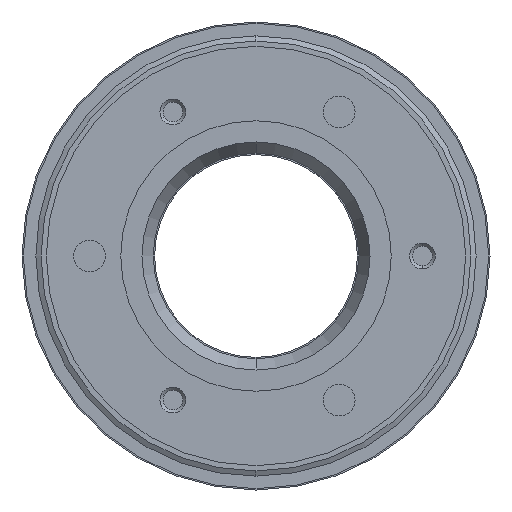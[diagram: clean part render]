
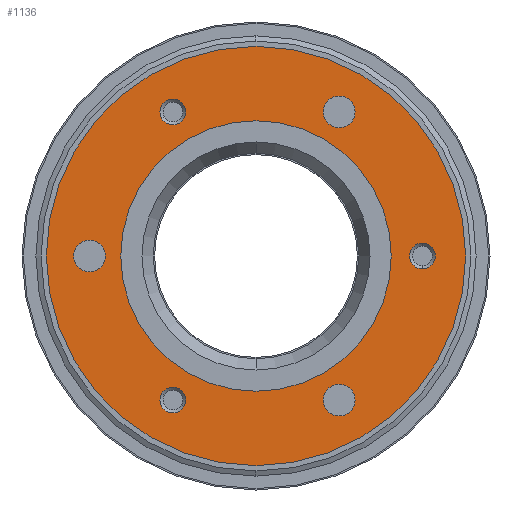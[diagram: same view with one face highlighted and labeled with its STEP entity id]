
A CAD part, left-side view. The second image highlights one B-rep face of the part: STEP entity #1136.
In plain terms, the highlighted planar face has unit normal (-1, 0, 0).
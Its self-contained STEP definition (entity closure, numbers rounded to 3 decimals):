
#768=CARTESIAN_POINT('POINT51',(0.,
   0.,25.4));
#769=VERTEX_POINT('VERTEX51',#768);
#776=CARTESIAN_POINT('POINT52',(0.,
   0.,-25.4));
#777=VERTEX_POINT('VERTEX52',#776);
#778=CARTESIAN_POINT('POS75',(0.,0.,0.));
#779=DIRECTION('DIR124',(1.,0.,0.));
#780=DIRECTION('DIR125',(0.,0.,1.));
#781=AXIS2_PLACEMENT_3D('AXIS50',#778,#779,#780);
#782=CIRCLE('ELLIPSE26',#781,25.4);
#783=EDGE_CURVE('EDGE76',#777,#769,#782,.T.);
#803=EDGE_CURVE('EDGE78',#769,#777,#782,.T.);
#808=CARTESIAN_POINT('POINT53',(0.,31.242,
   -2.985));
#809=VERTEX_POINT('VERTEX53',#808);
#816=CARTESIAN_POINT('POINT54',(0.,31.242,
   2.985));
#817=VERTEX_POINT('VERTEX54',#816);
#818=CARTESIAN_POINT('POS79',(0.,31.242,
   0.));
#819=DIRECTION('DIR130',(1.,0.,
   0.));
#820=DIRECTION('DIR131',(0.,0.,
   -1.));
#821=AXIS2_PLACEMENT_3D('AXIS52',#818,#819,#820);
#822=CIRCLE('ELLIPSE27',#821,2.985);
#823=EDGE_CURVE('EDGE80',#817,#809,#822,.T.);
#843=EDGE_CURVE('EDGE82',#809,#817,#822,.T.);
#848=CARTESIAN_POINT('POINT55',(0.,
   -13.036,28.549));
#849=VERTEX_POINT('VERTEX55',#848);
#856=CARTESIAN_POINT('POINT56',(0.,
   -18.206,25.564));
#857=VERTEX_POINT('VERTEX56',#856);
#858=CARTESIAN_POINT('POS83',(0.,-15.621,
   27.056));
#859=DIRECTION('DIR136',(1.,0.,
   0.));
#860=DIRECTION('DIR137',(0.,0.866,
   0.5));
#861=AXIS2_PLACEMENT_3D('AXIS54',#858,#859,#860);
#862=CIRCLE('ELLIPSE28',#861,2.985);
#863=EDGE_CURVE('EDGE84',#857,#849,#862,.T.);
#883=EDGE_CURVE('EDGE86',#849,#857,#862,.T.);
#888=CARTESIAN_POINT('POINT57',(0.,
   -18.206,-25.564));
#889=VERTEX_POINT('VERTEX57',#888);
#896=CARTESIAN_POINT('POINT58',(0.,
   -13.036,-28.549));
#897=VERTEX_POINT('VERTEX58',#896);
#898=CARTESIAN_POINT('POS87',(0.,-15.621,
   -27.056));
#899=DIRECTION('DIR142',(1.,0.,
   0.));
#900=DIRECTION('DIR143',(0.,-0.866,
   0.5));
#901=AXIS2_PLACEMENT_3D('AXIS56',#898,#899,#900);
#902=CIRCLE('ELLIPSE29',#901,2.985);
#903=EDGE_CURVE('EDGE88',#897,#889,#902,.T.);
#923=EDGE_CURVE('EDGE90',#889,#897,#902,.T.);
#928=CARTESIAN_POINT('POINT59',(0.,-31.242,
   -2.413));
#929=VERTEX_POINT('VERTEX59',#928);
#937=CARTESIAN_POINT('POINT60',(0.,-31.242,
   2.413));
#938=VERTEX_POINT('VERTEX60',#937);
#945=CARTESIAN_POINT('POS92',(0.,-31.242,
   0.));
#946=DIRECTION('DIR149',(1.,0.,0.));
#947=DIRECTION('DIR150',(0.,0.,1.));
#948=AXIS2_PLACEMENT_3D('AXIS58',#945,#946,#947);
#949=CIRCLE('ELLIPSE30',#948,2.413);
#950=EDGE_CURVE('EDGE93',#929,#938,#949,.T.);
#961=EDGE_CURVE('EDGE94',#938,#929,#949,.T.);
#968=CARTESIAN_POINT('POINT61',(0.,
   17.711,-25.85));
#969=VERTEX_POINT('VERTEX61',#968);
#977=CARTESIAN_POINT('POINT62',(0.,
   13.531,-28.263));
#978=VERTEX_POINT('VERTEX62',#977);
#985=CARTESIAN_POINT('POS96',(0.,15.621,
   -27.056));
#986=DIRECTION('DIR155',(1.,0.,
   0.));
#987=DIRECTION('DIR156',(0.,-0.866,
   -0.5));
#988=AXIS2_PLACEMENT_3D('AXIS60',#985,#986,#987);
#989=CIRCLE('ELLIPSE31',#988,2.413);
#990=EDGE_CURVE('EDGE97',#969,#978,#989,.T.);
#1001=EDGE_CURVE('EDGE98',#978,#969,#989,.T.);
#1008=CARTESIAN_POINT('POINT63',(0.,
   13.531,28.263));
#1009=VERTEX_POINT('VERTEX63',#1008);
#1017=CARTESIAN_POINT('POINT64',(0.,
   17.711,25.85));
#1018=VERTEX_POINT('VERTEX64',#1017);
#1025=CARTESIAN_POINT('POS100',(0.,15.621,
   27.056));
#1026=DIRECTION('DIR161',(1.,0.,
   0.));
#1027=DIRECTION('DIR162',(0.,0.866,
   -0.5));
#1028=AXIS2_PLACEMENT_3D('AXIS62',#1025,#1026,#1027);
#1029=CIRCLE('ELLIPSE32',#1028,2.413);
#1030=EDGE_CURVE('EDGE101',#1009,#1018,#1029,.T.);
#1041=EDGE_CURVE('EDGE102',#1018,#1009,#1029,.T.);
#1088=ORIENTED_EDGE('COEDGE197',*,*,#1041,.T.);
#1089=ORIENTED_EDGE('COEDGE198',*,*,#1030,.T.);
#1090=EDGE_LOOP('NONE',(#1088,#1089));
#1091=FACE_BOUND('LOOP1',#1090,.T.);
#1092=ORIENTED_EDGE('COEDGE199',*,*,#1001,.T.);
#1093=ORIENTED_EDGE('COEDGE200',*,*,#990,.T.);
#1094=EDGE_LOOP('NONE',(#1092,#1093));
#1095=FACE_BOUND('LOOP1',#1094,.T.);
#1096=ORIENTED_EDGE('COEDGE201',*,*,#961,.T.);
#1097=ORIENTED_EDGE('COEDGE202',*,*,#950,.T.);
#1098=EDGE_LOOP('NONE',(#1096,#1097));
#1099=FACE_BOUND('LOOP1',#1098,.T.);
#1100=ORIENTED_EDGE('COEDGE203',*,*,#923,.T.);
#1101=ORIENTED_EDGE('COEDGE204',*,*,#903,.T.);
#1102=EDGE_LOOP('NONE',(#1100,#1101));
#1103=FACE_BOUND('LOOP1',#1102,.T.);
#1104=ORIENTED_EDGE('COEDGE205',*,*,#883,.T.);
#1105=ORIENTED_EDGE('COEDGE206',*,*,#863,.T.);
#1106=EDGE_LOOP('NONE',(#1104,#1105));
#1107=FACE_BOUND('LOOP1',#1106,.T.);
#1108=ORIENTED_EDGE('COEDGE207',*,*,#843,.T.);
#1109=ORIENTED_EDGE('COEDGE208',*,*,#823,.T.);
#1110=EDGE_LOOP('NONE',(#1108,#1109));
#1111=FACE_BOUND('LOOP1',#1110,.T.);
#1112=ORIENTED_EDGE('COEDGE209',*,*,#803,.T.);
#1113=ORIENTED_EDGE('COEDGE210',*,*,#783,.T.);
#1114=EDGE_LOOP('NONE',(#1112,#1113));
#1115=FACE_BOUND('LOOP1',#1114,.T.);
#1116=CARTESIAN_POINT('POINT67',(0.,
   0.,39.37));
#1117=VERTEX_POINT('VERTEX67',#1116);
#1118=CARTESIAN_POINT('POINT68',(0.,
   0.,-39.37));
#1119=VERTEX_POINT('VERTEX68',#1118);
#1120=CARTESIAN_POINT('POS106',(0.,0.,0.)
   );
#1121=DIRECTION('DIR171',(-1.,0.,0.));
#1122=DIRECTION('DIR172',(0.,0.,1.));
#1123=AXIS2_PLACEMENT_3D('AXIS66',#1120,#1121,#1122);
#1124=CIRCLE('ELLIPSE34',#1123,39.37);
#1125=EDGE_CURVE('EDGE107',#1117,#1119,#1124,.T.);
#1126=ORIENTED_EDGE('COEDGE211',*,*,#1125,.T.);
#1127=EDGE_CURVE('EDGE108',#1119,#1117,#1124,.T.);
#1128=ORIENTED_EDGE('COEDGE212',*,*,#1127,.T.);
#1129=EDGE_LOOP('NONE',(#1126,#1128));
#1130=FACE_BOUND('LOOP1',#1129,.T.);
#1131=CARTESIAN_POINT('POS107',(0.,
   0.,19.685));
#1132=DIRECTION('DIR173',(-1.,0.,0.));
#1133=DIRECTION('DIR174',(0.,1.,0.));
#1134=AXIS2_PLACEMENT_3D('AXIS67',#1131,#1132,#1133);
#1135=PLANE('PLANE13',#1134);
#1136=ADVANCED_FACE('FACE53',(#1091,#1095,#1099,#1103,#1107,#1111,#1115,
   #1130),#1135,.T.);
